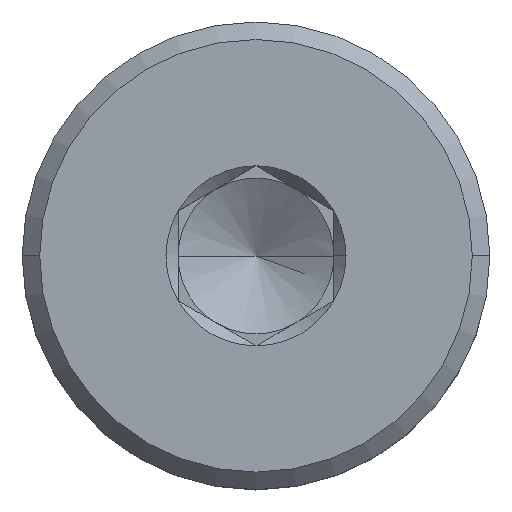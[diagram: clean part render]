
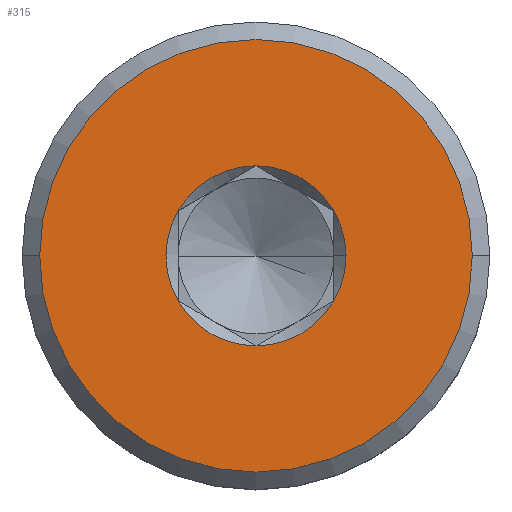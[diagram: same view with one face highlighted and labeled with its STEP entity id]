
A CAD part, top view. The second image highlights one B-rep face of the part: STEP entity #315.
In plain terms, the highlighted planar face has unit normal (0, 0, 1).
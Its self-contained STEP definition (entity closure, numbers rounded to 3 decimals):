
#62 = EDGE_CURVE ( 'NONE', #1509, #793, #1441, .T. ) ;
#91 = EDGE_LOOP ( 'NONE', ( #4134, #3372 ) ) ;
#101 = CARTESIAN_POINT ( 'NONE',  ( 0., 0., 5. ) ) ;
#119 = DIRECTION ( 'NONE',  ( 1., 0., 0. ) ) ;
#146 = DIRECTION ( 'NONE',  ( 0., 0., 1. ) ) ;
#197 = DIRECTION ( 'NONE',  ( 1., 0., 0. ) ) ;
#201 = AXIS2_PLACEMENT_3D ( 'NONE', #371, #3795, #2745 ) ;
#217 = CIRCLE ( 'NONE', #298, 0.866 ) ;
#234 = AXIS2_PLACEMENT_3D ( 'NONE', #2494, #854, #3589 ) ;
#246 = CARTESIAN_POINT ( 'NONE',  ( 0., 0., 5. ) ) ;
#266 = VERTEX_POINT ( 'NONE', #2397 ) ;
#298 = AXIS2_PLACEMENT_3D ( 'NONE', #2252, #1562, #2924 ) ;
#315 = ADVANCED_FACE ( 'NONE', ( #3386, #547 ), #2798, .F. ) ;
#345 = CARTESIAN_POINT ( 'NONE',  ( 0., 0., 5. ) ) ;
#371 = CARTESIAN_POINT ( 'NONE',  ( 0., 0., 5. ) ) ;
#377 = EDGE_CURVE ( 'NONE', #648, #3897, #3810, .T. ) ;
#547 = FACE_OUTER_BOUND ( 'NONE', #91, .T. ) ;
#570 = EDGE_CURVE ( 'NONE', #2731, #1702, #217, .T. ) ;
#648 = VERTEX_POINT ( 'NONE', #3768 ) ;
#689 = DIRECTION ( 'NONE',  ( 0., 0., 1. ) ) ;
#694 = EDGE_CURVE ( 'NONE', #1437, #1881, #3129, .T. ) ;
#732 = DIRECTION ( 'NONE',  ( 0., 0., -1. ) ) ;
#753 = AXIS2_PLACEMENT_3D ( 'NONE', #2119, #732, #3474 ) ;
#793 = VERTEX_POINT ( 'NONE', #1069 ) ;
#816 = ORIENTED_EDGE ( 'NONE', *, *, #377, .F. ) ;
#854 = DIRECTION ( 'NONE',  ( 0., 0., 1. ) ) ;
#967 = CARTESIAN_POINT ( 'NONE',  ( -2.081, 0., 5. ) ) ;
#991 = CIRCLE ( 'NONE', #3495, 0.866 ) ;
#1069 = CARTESIAN_POINT ( 'NONE',  ( 2.081, 0., 5. ) ) ;
#1097 = EDGE_CURVE ( 'NONE', #266, #1437, #4063, .T. ) ;
#1206 = AXIS2_PLACEMENT_3D ( 'NONE', #2249, #146, #197 ) ;
#1264 = DIRECTION ( 'NONE',  ( 1., 0., 0. ) ) ;
#1379 = CARTESIAN_POINT ( 'NONE',  ( 0., -0.866, 5. ) ) ;
#1413 = CARTESIAN_POINT ( 'NONE',  ( -0.75, 0.433, 5. ) ) ;
#1437 = VERTEX_POINT ( 'NONE', #4171 ) ;
#1441 = CIRCLE ( 'NONE', #3446, 2.081 ) ;
#1509 = VERTEX_POINT ( 'NONE', #967 ) ;
#1519 = AXIS2_PLACEMENT_3D ( 'NONE', #246, #1987, #1264 ) ;
#1562 = DIRECTION ( 'NONE',  ( 0., 0., 1. ) ) ;
#1670 = DIRECTION ( 'NONE',  ( 0., 0., 1. ) ) ;
#1702 = VERTEX_POINT ( 'NONE', #1413 ) ;
#1853 = EDGE_CURVE ( 'NONE', #1881, #2731, #2659, .T. ) ;
#1881 = VERTEX_POINT ( 'NONE', #2848 ) ;
#1987 = DIRECTION ( 'NONE',  ( 0., 0., 1. ) ) ;
#2119 = CARTESIAN_POINT ( 'NONE',  ( 0., 0.75, 5. ) ) ;
#2172 = DIRECTION ( 'NONE',  ( 0., 0., 1. ) ) ;
#2249 = CARTESIAN_POINT ( 'NONE',  ( 0., 0., 5. ) ) ;
#2252 = CARTESIAN_POINT ( 'NONE',  ( 0., 0., 5. ) ) ;
#2392 = DIRECTION ( 'NONE',  ( 1., 0., 0. ) ) ;
#2397 = CARTESIAN_POINT ( 'NONE',  ( 0.75, -0.433, 5. ) ) ;
#2441 = EDGE_LOOP ( 'NONE', ( #3697, #3042, #2564, #3136, #3756, #2898, #816 ) ) ;
#2494 = CARTESIAN_POINT ( 'NONE',  ( 0., 0., 5. ) ) ;
#2564 = ORIENTED_EDGE ( 'NONE', *, *, #1853, .F. ) ;
#2659 = CIRCLE ( 'NONE', #3997, 0.866 ) ;
#2731 = VERTEX_POINT ( 'NONE', #3695 ) ;
#2745 = DIRECTION ( 'NONE',  ( 1., 0., 0. ) ) ;
#2798 = PLANE ( 'NONE',  #753 ) ;
#2848 = CARTESIAN_POINT ( 'NONE',  ( 0.75, 0.433, 5. ) ) ;
#2864 = DIRECTION ( 'NONE',  ( 1., 0., 0. ) ) ;
#2898 = ORIENTED_EDGE ( 'NONE', *, *, #3902, .F. ) ;
#2924 = DIRECTION ( 'NONE',  ( 1., 0., 0. ) ) ;
#3042 = ORIENTED_EDGE ( 'NONE', *, *, #570, .F. ) ;
#3099 = DIRECTION ( 'NONE',  ( 1., 0., 0. ) ) ;
#3129 = CIRCLE ( 'NONE', #201, 0.866 ) ;
#3136 = ORIENTED_EDGE ( 'NONE', *, *, #694, .F. ) ;
#3192 = CARTESIAN_POINT ( 'NONE',  ( 0., 0., 5. ) ) ;
#3199 = EDGE_CURVE ( 'NONE', #793, #1509, #4198, .T. ) ;
#3372 = ORIENTED_EDGE ( 'NONE', *, *, #3199, .T. ) ;
#3386 = FACE_BOUND ( 'NONE', #2441, .T. ) ;
#3424 = CARTESIAN_POINT ( 'NONE',  ( 0., 0., 5. ) ) ;
#3446 = AXIS2_PLACEMENT_3D ( 'NONE', #3424, #1670, #3099 ) ;
#3474 = DIRECTION ( 'NONE',  ( -1., 0., 0. ) ) ;
#3495 = AXIS2_PLACEMENT_3D ( 'NONE', #345, #689, #2392 ) ;
#3544 = EDGE_CURVE ( 'NONE', #1702, #648, #3556, .T. ) ;
#3556 = CIRCLE ( 'NONE', #1206, 0.866 ) ;
#3560 = AXIS2_PLACEMENT_3D ( 'NONE', #101, #4215, #2864 ) ;
#3589 = DIRECTION ( 'NONE',  ( 1., 0., 0. ) ) ;
#3695 = CARTESIAN_POINT ( 'NONE',  ( 0., 0.866, 5. ) ) ;
#3697 = ORIENTED_EDGE ( 'NONE', *, *, #3544, .F. ) ;
#3756 = ORIENTED_EDGE ( 'NONE', *, *, #1097, .F. ) ;
#3768 = CARTESIAN_POINT ( 'NONE',  ( -0.75, -0.433, 5. ) ) ;
#3795 = DIRECTION ( 'NONE',  ( 0., 0., 1. ) ) ;
#3810 = CIRCLE ( 'NONE', #234, 0.866 ) ;
#3897 = VERTEX_POINT ( 'NONE', #1379 ) ;
#3902 = EDGE_CURVE ( 'NONE', #3897, #266, #991, .T. ) ;
#3997 = AXIS2_PLACEMENT_3D ( 'NONE', #3192, #2172, #119 ) ;
#4063 = CIRCLE ( 'NONE', #1519, 0.866 ) ;
#4134 = ORIENTED_EDGE ( 'NONE', *, *, #62, .T. ) ;
#4171 = CARTESIAN_POINT ( 'NONE',  ( 0.866, 0., 5. ) ) ;
#4198 = CIRCLE ( 'NONE', #3560, 2.081 ) ;
#4215 = DIRECTION ( 'NONE',  ( 0., 0., 1. ) ) ;
